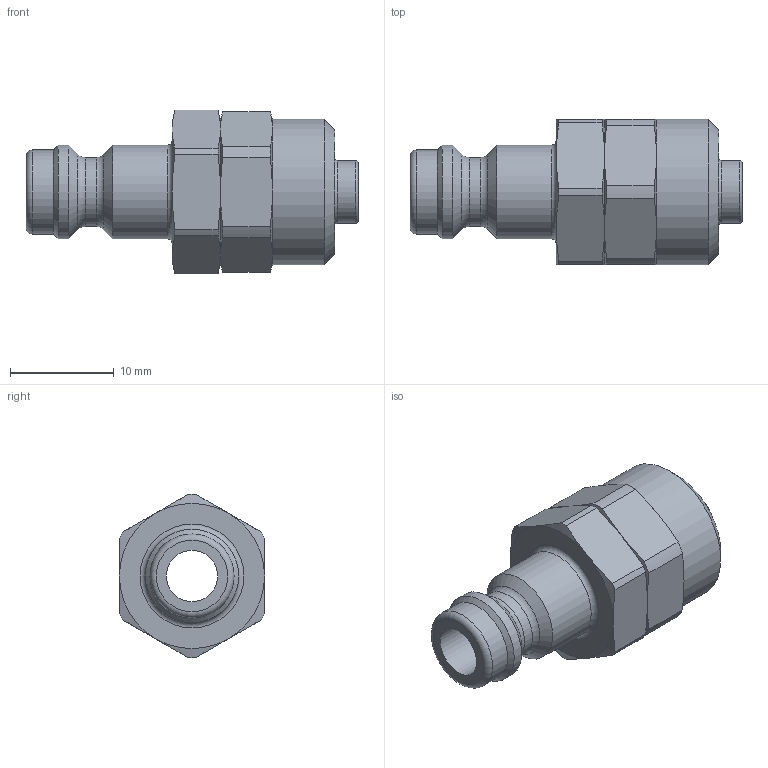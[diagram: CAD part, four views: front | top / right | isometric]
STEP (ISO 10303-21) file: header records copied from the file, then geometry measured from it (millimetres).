
FILE_DESCRIPTION((''),'2;1');
FILE_NAME('21sfko08rxx.stp','2014-06-10T11:35:03',('IA176480'),(''),'Autodesk Inventor 2013','Autodesk Inventor 2013','');
FILE_SCHEMA(('AUTOMOTIVE_DESIGN { 1 0 10303 214 1 1 1 1 }'));
Length unit declared in the file: millimetre
Products named in the file (3): D108456; D108452; D105558
Assembly tree (2 placements, depth 2):
  D108456
    D108452
    D105558
Bounding box: 32 x 14.01 x 15.8 mm (x, y, z)
Volume: 2388 mm3; surface area: 2833.7 mm2
Topology: 2 solids, 2 shells, 88 faces, 190 edges, 110 vertices
Faces by surface type: cone 33, cylinder 25, plane 20, torus 10
Full cylindrical faces by diameter (mm): 4.95 x1, 6.05 x1, 6.65 x1, 6.7 x1, 8.1 x1, 8.25 x1, 9 x2, 10.4 x1, 12 x2, 12.5 x1, 14 x1
Entity records: 2258 total; most frequent: CARTESIAN_POINT 457, DIRECTION 382, ORIENTED_EDGE 316, AXIS2_PLACEMENT_3D 179, EDGE_CURVE 158, EDGE_LOOP 128, VERTEX_POINT 110, FACE_OUTER_BOUND 88
